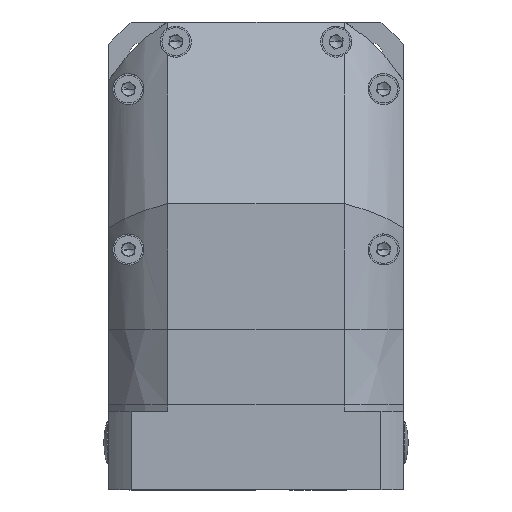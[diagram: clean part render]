
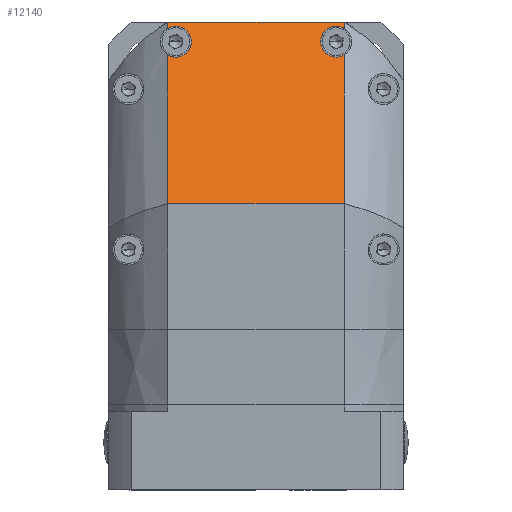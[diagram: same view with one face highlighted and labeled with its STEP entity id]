
A CAD part, left-side view. The second image highlights one B-rep face of the part: STEP entity #12140.
In plain terms, the highlighted planar face has unit normal (-0.707, 0, 0.707).
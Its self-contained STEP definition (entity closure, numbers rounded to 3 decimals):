
#601 = FACE_OUTER_BOUND ( 'NONE', #5185, .T. ) ;
#2379 = CARTESIAN_POINT ( 'NONE',  ( -61., 45., 45. ) ) ;
#2390 = PLANE ( 'NONE',  #2593 ) ;
#2392 = DIRECTION ( 'NONE',  ( 0.707, 0., -0.707 ) ) ;
#2393 = DIRECTION ( 'NONE',  ( -0.707, 0., -0.707 ) ) ;
#2593 = AXIS2_PLACEMENT_3D ( 'NONE', #2379, #2392, #2393 ) ;
#3951 =( BOUNDED_CURVE ( )  B_SPLINE_CURVE ( 3, ( #13550, #13549, #13559, #13560 ),
 .UNSPECIFIED., .F., .F. ) 
 B_SPLINE_CURVE_WITH_KNOTS ( ( 4, 4 ),
 ( 3.142, 6.283 ),
 .UNSPECIFIED. ) 
 CURVE ( )  GEOMETRIC_REPRESENTATION_ITEM ( )  RATIONAL_B_SPLINE_CURVE ( ( 1., 0.333, 0.333, 1. ) ) 
 REPRESENTATION_ITEM ( '' )  );
#3952 =( BOUNDED_CURVE ( )  B_SPLINE_CURVE ( 3, ( #13546, #13545, #13551, #13552 ),
 .UNSPECIFIED., .F., .F. ) 
 B_SPLINE_CURVE_WITH_KNOTS ( ( 4, 4 ),
 ( 3.142, 3.706 ),
 .UNSPECIFIED. ) 
 CURVE ( )  GEOMETRIC_REPRESENTATION_ITEM ( )  RATIONAL_B_SPLINE_CURVE ( ( 1., 0.974, 0.974, 1. ) ) 
 REPRESENTATION_ITEM ( '' )  );
#3953 =( BOUNDED_CURVE ( )  B_SPLINE_CURVE ( 3, ( #13531, #13532, #13547, #13548 ),
 .UNSPECIFIED., .F., .F. ) 
 B_SPLINE_CURVE_WITH_KNOTS ( ( 4, 4 ),
 ( 5.719, 6.283 ),
 .UNSPECIFIED. ) 
 CURVE ( )  GEOMETRIC_REPRESENTATION_ITEM ( )  RATIONAL_B_SPLINE_CURVE ( ( 1., 0.974, 0.974, 1. ) ) 
 REPRESENTATION_ITEM ( '' )  );
#3954 =( BOUNDED_CURVE ( )  B_SPLINE_CURVE ( 3, ( #13340, #13336, #13343, #13344 ),
 .UNSPECIFIED., .F., .F. ) 
 B_SPLINE_CURVE_WITH_KNOTS ( ( 4, 4 ),
 ( 2.577, 3.142 ),
 .UNSPECIFIED. ) 
 CURVE ( )  GEOMETRIC_REPRESENTATION_ITEM ( )  RATIONAL_B_SPLINE_CURVE ( ( 1., 0.974, 0.974, 1. ) ) 
 REPRESENTATION_ITEM ( '' )  );
#3957 =( BOUNDED_CURVE ( )  B_SPLINE_CURVE ( 3, ( #13329, #13325, #13331, #13332 ),
 .UNSPECIFIED., .F., .F. ) 
 B_SPLINE_CURVE_WITH_KNOTS ( ( 4, 4 ),
 ( 0., 0.565 ),
 .UNSPECIFIED. ) 
 CURVE ( )  GEOMETRIC_REPRESENTATION_ITEM ( )  RATIONAL_B_SPLINE_CURVE ( ( 1., 0.974, 0.974, 1. ) ) 
 REPRESENTATION_ITEM ( '' )  );
#3958 =( BOUNDED_CURVE ( )  B_SPLINE_CURVE ( 3, ( #13319, #13314, #13321, #13322 ),
 .UNSPECIFIED., .F., .F. ) 
 B_SPLINE_CURVE_WITH_KNOTS ( ( 4, 4 ),
 ( 0., 3.142 ),
 .UNSPECIFIED. ) 
 CURVE ( )  GEOMETRIC_REPRESENTATION_ITEM ( )  RATIONAL_B_SPLINE_CURVE ( ( 1., 0.333, 0.333, 1. ) ) 
 REPRESENTATION_ITEM ( '' )  );
#4277 = VERTEX_POINT ( 'NONE', #12395 ) ;
#4288 = VERTEX_POINT ( 'NONE', #12406 ) ;
#4289 = VERTEX_POINT ( 'NONE', #12407 ) ;
#4292 = VERTEX_POINT ( 'NONE', #12410 ) ;
#4293 = VERTEX_POINT ( 'NONE', #12411 ) ;
#4296 = VERTEX_POINT ( 'NONE', #12414 ) ;
#4359 = VERTEX_POINT ( 'NONE', #12458 ) ;
#4360 = VERTEX_POINT ( 'NONE', #12459 ) ;
#4361 = VERTEX_POINT ( 'NONE', #12460 ) ;
#4362 = VERTEX_POINT ( 'NONE', #12461 ) ;
#4363 = VERTEX_POINT ( 'NONE', #12462 ) ;
#4364 = VERTEX_POINT ( 'NONE', #12463 ) ;
#5185 = EDGE_LOOP ( 'NONE', ( #5814, #5815, #5816, #5817, #5818, #5819, #5820, #5821, #5822, #5823, #5824, #5825 ) ) ;
#5501 = EDGE_CURVE ( 'NONE', #4288, #4289, #3958, .T. ) ;
#5505 = EDGE_CURVE ( 'NONE', #4292, #4293, #3957, .T. ) ;
#5509 = EDGE_CURVE ( 'NONE', #4296, #4277, #3954, .T. ) ;
#5814 = ORIENTED_EDGE ( 'NONE', *, *, #5856, .T. ) ;
#5815 = ORIENTED_EDGE ( 'NONE', *, *, #5857, .T. ) ;
#5816 = ORIENTED_EDGE ( 'NONE', *, *, #5501, .T. ) ;
#5817 = ORIENTED_EDGE ( 'NONE', *, *, #5858, .T. ) ;
#5818 = ORIENTED_EDGE ( 'NONE', *, *, #5859, .T. ) ;
#5819 = ORIENTED_EDGE ( 'NONE', *, *, #5854, .T. ) ;
#5820 = ORIENTED_EDGE ( 'NONE', *, *, #5860, .T. ) ;
#5821 = ORIENTED_EDGE ( 'NONE', *, *, #5509, .T. ) ;
#5822 = ORIENTED_EDGE ( 'NONE', *, *, #5861, .T. ) ;
#5823 = ORIENTED_EDGE ( 'NONE', *, *, #5505, .T. ) ;
#5824 = ORIENTED_EDGE ( 'NONE', *, *, #5862, .T. ) ;
#5825 = ORIENTED_EDGE ( 'NONE', *, *, #5863, .F. ) ;
#5854 = EDGE_CURVE ( 'NONE', #4362, #4360, #11377, .T. ) ;
#5856 = EDGE_CURVE ( 'NONE', #4363, #4364, #11381, .T. ) ;
#5857 = EDGE_CURVE ( 'NONE', #4364, #4288, #3953, .T. ) ;
#5858 = EDGE_CURVE ( 'NONE', #4289, #4361, #3952, .T. ) ;
#5859 = EDGE_CURVE ( 'NONE', #4361, #4362, #11384, .T. ) ;
#5860 = EDGE_CURVE ( 'NONE', #4360, #4296, #11385, .T. ) ;
#5861 = EDGE_CURVE ( 'NONE', #4277, #4292, #3951, .T. ) ;
#5862 = EDGE_CURVE ( 'NONE', #4293, #4359, #11388, .T. ) ;
#5863 = EDGE_CURVE ( 'NONE', #4363, #4359, #11389, .T. ) ;
#11377 = LINE ( 'NONE', #13539, #11380 ) ;
#11380 = VECTOR ( 'NONE', #13540, 1000. ) ;
#11381 = LINE ( 'NONE', #13543, #11383 ) ;
#11383 = VECTOR ( 'NONE', #13544, 1000. ) ;
#11384 = LINE ( 'NONE', #13553, #11386 ) ;
#11385 = LINE ( 'NONE', #13555, #11387 ) ;
#11386 = VECTOR ( 'NONE', #13554, 1000. ) ;
#11387 = VECTOR ( 'NONE', #13556, 1000. ) ;
#11388 = LINE ( 'NONE', #13561, #11390 ) ;
#11389 = LINE ( 'NONE', #13563, #11392 ) ;
#11390 = VECTOR ( 'NONE', #13562, 1000. ) ;
#11392 = VECTOR ( 'NONE', #13564, 1000. ) ;
#12140 = ADVANCED_FACE ( 'NONE', ( #601 ), #2390, .F. ) ;
#12395 = CARTESIAN_POINT ( 'NONE',  ( -71.75, -24.5, 34.25 ) ) ;
#12406 = CARTESIAN_POINT ( 'NONE',  ( -62.25, 24.5, 43.75 ) ) ;
#12407 = CARTESIAN_POINT ( 'NONE',  ( -71.75, 24.5, 34.25 ) ) ;
#12410 = CARTESIAN_POINT ( 'NONE',  ( -62.25, -24.5, 43.75 ) ) ;
#12411 = CARTESIAN_POINT ( 'NONE',  ( -62.987, -27.042, 43.013 ) ) ;
#12414 = CARTESIAN_POINT ( 'NONE',  ( -71.013, -27.042, 34.987 ) ) ;
#12458 = CARTESIAN_POINT ( 'NONE',  ( -61., -27.042, 45. ) ) ;
#12459 = CARTESIAN_POINT ( 'NONE',  ( -116.5, -27.042, -10.5 ) ) ;
#12460 = CARTESIAN_POINT ( 'NONE',  ( -71.013, 27.042, 34.987 ) ) ;
#12461 = CARTESIAN_POINT ( 'NONE',  ( -116.5, 27.042, -10.5 ) ) ;
#12462 = CARTESIAN_POINT ( 'NONE',  ( -61., 27.042, 45. ) ) ;
#12463 = CARTESIAN_POINT ( 'NONE',  ( -62.987, 27.042, 43.013 ) ) ;
#13314 = CARTESIAN_POINT ( 'NONE',  ( -62.25, 15., 43.75 ) ) ;
#13319 = CARTESIAN_POINT ( 'NONE',  ( -62.25, 24.5, 43.75 ) ) ;
#13321 = CARTESIAN_POINT ( 'NONE',  ( -71.75, 15., 34.25 ) ) ;
#13322 = CARTESIAN_POINT ( 'NONE',  ( -71.75, 24.5, 34.25 ) ) ;
#13325 = CARTESIAN_POINT ( 'NONE',  ( -62.25, -25.406, 43.75 ) ) ;
#13329 = CARTESIAN_POINT ( 'NONE',  ( -62.25, -24.5, 43.75 ) ) ;
#13331 = CARTESIAN_POINT ( 'NONE',  ( -62.502, -26.276, 43.498 ) ) ;
#13332 = CARTESIAN_POINT ( 'NONE',  ( -62.987, -27.042, 43.013 ) ) ;
#13336 = CARTESIAN_POINT ( 'NONE',  ( -71.498, -26.276, 34.502 ) ) ;
#13340 = CARTESIAN_POINT ( 'NONE',  ( -71.013, -27.042, 34.987 ) ) ;
#13343 = CARTESIAN_POINT ( 'NONE',  ( -71.75, -25.406, 34.25 ) ) ;
#13344 = CARTESIAN_POINT ( 'NONE',  ( -71.75, -24.5, 34.25 ) ) ;
#13531 = CARTESIAN_POINT ( 'NONE',  ( -62.987, 27.042, 43.013 ) ) ;
#13532 = CARTESIAN_POINT ( 'NONE',  ( -62.502, 26.276, 43.498 ) ) ;
#13539 = CARTESIAN_POINT ( 'NONE',  ( -116.5, 45., -10.5 ) ) ;
#13540 = DIRECTION ( 'NONE',  ( 0., -1., 0. ) ) ;
#13543 = CARTESIAN_POINT ( 'NONE',  ( -30.5, 27.042, 75.5 ) ) ;
#13544 = DIRECTION ( 'NONE',  ( -0.707, 0., -0.707 ) ) ;
#13545 = CARTESIAN_POINT ( 'NONE',  ( -71.75, 25.406, 34.25 ) ) ;
#13546 = CARTESIAN_POINT ( 'NONE',  ( -71.75, 24.5, 34.25 ) ) ;
#13547 = CARTESIAN_POINT ( 'NONE',  ( -62.25, 25.406, 43.75 ) ) ;
#13548 = CARTESIAN_POINT ( 'NONE',  ( -62.25, 24.5, 43.75 ) ) ;
#13549 = CARTESIAN_POINT ( 'NONE',  ( -71.75, -15., 34.25 ) ) ;
#13550 = CARTESIAN_POINT ( 'NONE',  ( -71.75, -24.5, 34.25 ) ) ;
#13551 = CARTESIAN_POINT ( 'NONE',  ( -71.498, 26.276, 34.502 ) ) ;
#13552 = CARTESIAN_POINT ( 'NONE',  ( -71.013, 27.042, 34.987 ) ) ;
#13553 = CARTESIAN_POINT ( 'NONE',  ( -30.5, 27.042, 75.5 ) ) ;
#13554 = DIRECTION ( 'NONE',  ( -0.707, 0., -0.707 ) ) ;
#13555 = CARTESIAN_POINT ( 'NONE',  ( -30.5, -27.042, 75.5 ) ) ;
#13556 = DIRECTION ( 'NONE',  ( 0.707, 0., 0.707 ) ) ;
#13559 = CARTESIAN_POINT ( 'NONE',  ( -62.25, -15., 43.75 ) ) ;
#13560 = CARTESIAN_POINT ( 'NONE',  ( -62.25, -24.5, 43.75 ) ) ;
#13561 = CARTESIAN_POINT ( 'NONE',  ( -30.5, -27.042, 75.5 ) ) ;
#13562 = DIRECTION ( 'NONE',  ( 0.707, 0., 0.707 ) ) ;
#13563 = CARTESIAN_POINT ( 'NONE',  ( -61., 45., 45. ) ) ;
#13564 = DIRECTION ( 'NONE',  ( 0., -1., 0. ) ) ;
